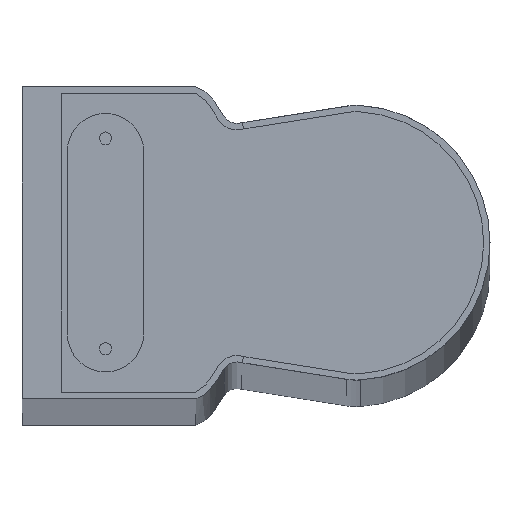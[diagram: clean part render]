
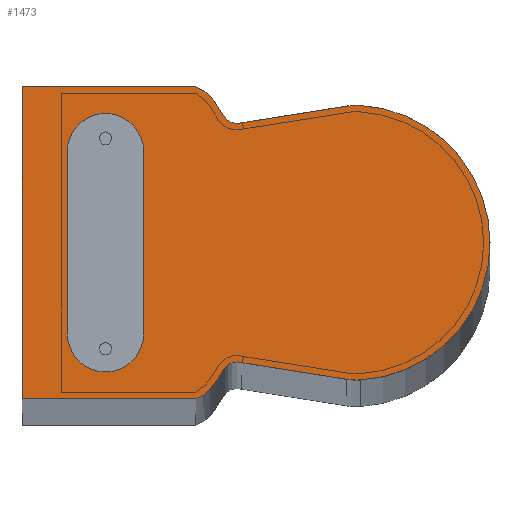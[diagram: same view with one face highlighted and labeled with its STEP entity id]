
A CAD part, top view. The second image highlights one B-rep face of the part: STEP entity #1473.
In plain terms, the highlighted face is planar.
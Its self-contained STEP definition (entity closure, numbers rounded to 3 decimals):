
#101 = DIRECTION ( 'NONE',  ( 0., -1., 0. ) ) ;
#102 = CARTESIAN_POINT ( 'NONE',  ( -12., 586.5, 0. ) ) ;
#133 = EDGE_CURVE ( 'NONE', #1162, #1340, #1462, .T. ) ;
#173 = ORIENTED_EDGE ( 'NONE', *, *, #1601, .T. ) ;
#181 = VECTOR ( 'NONE', #354, 1000. ) ;
#205 = ORIENTED_EDGE ( 'NONE', *, *, #271, .T. ) ;
#208 = ORIENTED_EDGE ( 'NONE', *, *, #133, .T. ) ;
#215 = VECTOR ( 'NONE', #222, 1000. ) ;
#219 = CARTESIAN_POINT ( 'NONE',  ( 7.01, 586.5, -9.355 ) ) ;
#222 = DIRECTION ( 'NONE',  ( 0.156, 0., -0.988 ) ) ;
#239 = ORIENTED_EDGE ( 'NONE', *, *, #1238, .F. ) ;
#261 = EDGE_CURVE ( 'NONE', #1172, #1640, #1170, .T. ) ;
#271 = EDGE_CURVE ( 'NONE', #1800, #733, #1550, .T. ) ;
#354 = DIRECTION ( 'NONE',  ( 0.156, 0., 0.988 ) ) ;
#366 = CARTESIAN_POINT ( 'NONE',  ( -5.566, 586.5, -25.755 ) ) ;
#402 = ORIENTED_EDGE ( 'NONE', *, *, #805, .F. ) ;
#441 = CARTESIAN_POINT ( 'NONE',  ( -12., 586.5, -13.364 ) ) ;
#444 = PLANE ( 'NONE',  #627 ) ;
#459 = EDGE_CURVE ( 'NONE', #1893, #1162, #916, .T. ) ;
#477 = CARTESIAN_POINT ( 'NONE',  ( 7.01, 586.5, -9.355 ) ) ;
#491 = LINE ( 'NONE', #513, #215 ) ;
#507 = VERTEX_POINT ( 'NONE', #1184 ) ;
#513 = CARTESIAN_POINT ( 'NONE',  ( 10.505, 586.5, -24.975 ) ) ;
#514 = DIRECTION ( 'NONE',  ( 0., 1., 0. ) ) ;
#518 = DIRECTION ( 'NONE',  ( 0., 1., 0. ) ) ;
#529 = DIRECTION ( 'NONE',  ( -1., 0., 0. ) ) ;
#534 = CARTESIAN_POINT ( 'NONE',  ( 9.693, 586.5, -15.548 ) ) ;
#564 = CIRCLE ( 'NONE', #1012, 5. ) ;
#577 = CARTESIAN_POINT ( 'NONE',  ( 10.391, 586.5, -16.546 ) ) ;
#594 = DIRECTION ( 'NONE',  ( 1., 0., 0. ) ) ;
#606 = CARTESIAN_POINT ( 'NONE',  ( 7.01, 586.5, -3.488 ) ) ;
#627 = AXIS2_PLACEMENT_3D ( 'NONE', #926, #1564, #914 ) ;
#628 = CIRCLE ( 'NONE', #1921, 1.218 ) ;
#646 = DIRECTION ( 'NONE',  ( 0., -1., 0. ) ) ;
#651 = ORIENTED_EDGE ( 'NONE', *, *, #1497, .F. ) ;
#708 = DIRECTION ( 'NONE',  ( -1., 0., 0. ) ) ;
#709 = DIRECTION ( 'NONE',  ( 0., 0., 1. ) ) ;
#733 = VERTEX_POINT ( 'NONE', #1560 ) ;
#736 = CARTESIAN_POINT ( 'NONE',  ( 12., 586.5, 0. ) ) ;
#779 = ORIENTED_EDGE ( 'NONE', *, *, #261, .T. ) ;
#780 = ORIENTED_EDGE ( 'NONE', *, *, #817, .T. ) ;
#799 = LINE ( 'NONE', #982, #181 ) ;
#805 = EDGE_CURVE ( 'NONE', #1000, #1083, #1946, .T. ) ;
#817 = EDGE_CURVE ( 'NONE', #1340, #1148, #491, .T. ) ;
#831 = CARTESIAN_POINT ( 'NONE',  ( 12., 586.5, -13.364 ) ) ;
#836 = AXIS2_PLACEMENT_3D ( 'NONE', #1042, #1786, #1633 ) ;
#866 = ORIENTED_EDGE ( 'NONE', *, *, #1196, .T. ) ;
#886 = CARTESIAN_POINT ( 'NONE',  ( -11.805, 586.5, -14.405 ) ) ;
#914 = DIRECTION ( 'NONE',  ( 1., 0., 0. ) ) ;
#916 = B_SPLINE_CURVE_WITH_KNOTS ( 'NONE', 2,
 ( #831, #1913, #534 ),
 .UNSPECIFIED., .F., .F.,
 ( 3, 3 ),
 ( 0.5, 0.501 ),
 .UNSPECIFIED. ) ;
#926 = CARTESIAN_POINT ( 'NONE',  ( 0., 586.5, 0. ) ) ;
#930 = CARTESIAN_POINT ( 'NONE',  ( 12., 586.5, 0. ) ) ;
#961 = CARTESIAN_POINT ( 'NONE',  ( -10.391, 586.5, -16.546 ) ) ;
#962 = EDGE_LOOP ( 'NONE', ( #1735, #1951, #208, #780, #173, #1939, #1101, #1116, #1123, #205, #866, #779 ) ) ;
#982 = CARTESIAN_POINT ( 'NONE',  ( -10.505, 586.5, -24.975 ) ) ;
#1000 = VERTEX_POINT ( 'NONE', #1079 ) ;
#1002 = CARTESIAN_POINT ( 'NONE',  ( -12., 586.5, 0. ) ) ;
#1012 = AXIS2_PLACEMENT_3D ( 'NONE', #366, #518, #1428 ) ;
#1018 = VERTEX_POINT ( 'NONE', #1106 ) ;
#1031 = CARTESIAN_POINT ( 'NONE',  ( -10.505, 586.5, -24.975 ) ) ;
#1040 = AXIS2_PLACEMENT_3D ( 'NONE', #577, #101, #708 ) ;
#1042 = CARTESIAN_POINT ( 'NONE',  ( -7.01, 586.5, -6.421 ) ) ;
#1067 = CARTESIAN_POINT ( 'NONE',  ( 9.233, 586.5, -16.921 ) ) ;
#1070 = LINE ( 'NONE', #477, #1683 ) ;
#1074 = AXIS2_PLACEMENT_3D ( 'NONE', #1747, #1864, #1892 ) ;
#1075 = EDGE_CURVE ( 'NONE', #1180, #1787, #799, .T. ) ;
#1077 = AXIS2_PLACEMENT_3D ( 'NONE', #1894, #514, #1128 ) ;
#1079 = CARTESIAN_POINT ( 'NONE',  ( 7.01, 586.5, -3.488 ) ) ;
#1080 = FACE_BOUND ( 'NONE', #1545, .T. ) ;
#1083 = VERTEX_POINT ( 'NONE', #219 ) ;
#1085 = DIRECTION ( 'NONE',  ( -1., 0., 0. ) ) ;
#1092 = CARTESIAN_POINT ( 'NONE',  ( 12., 586.5, -13.364 ) ) ;
#1101 = ORIENTED_EDGE ( 'NONE', *, *, #1135, .T. ) ;
#1105 = EDGE_CURVE ( 'NONE', #507, #1018, #1334, .T. ) ;
#1106 = CARTESIAN_POINT ( 'NONE',  ( -10.557, 586.5, -26.051 ) ) ;
#1116 = ORIENTED_EDGE ( 'NONE', *, *, #1075, .T. ) ;
#1123 = ORIENTED_EDGE ( 'NONE', *, *, #1938, .T. ) ;
#1124 = DIRECTION ( 'NONE',  ( -1., 0., 0. ) ) ;
#1128 = DIRECTION ( 'NONE',  ( -1., 0., 0. ) ) ;
#1135 = EDGE_CURVE ( 'NONE', #1018, #1180, #564, .T. ) ;
#1145 = CARTESIAN_POINT ( 'NONE',  ( 9.693, 586.5, -15.548 ) ) ;
#1148 = VERTEX_POINT ( 'NONE', #1764 ) ;
#1162 = VERTEX_POINT ( 'NONE', #1145 ) ;
#1170 = LINE ( 'NONE', #736, #1711 ) ;
#1172 = VERTEX_POINT ( 'NONE', #1002 ) ;
#1180 = VERTEX_POINT ( 'NONE', #1031 ) ;
#1181 = CARTESIAN_POINT ( 'NONE',  ( -7.01, 586.5, -9.355 ) ) ;
#1184 = CARTESIAN_POINT ( 'NONE',  ( 10.557, 586.5, -26.051 ) ) ;
#1196 = EDGE_CURVE ( 'NONE', #733, #1172, #1484, .T. ) ;
#1207 = EDGE_CURVE ( 'NONE', #1286, #1694, #1304, .T. ) ;
#1208 = CARTESIAN_POINT ( 'NONE',  ( -9.693, 586.5, -15.548 ) ) ;
#1227 = DIRECTION ( 'NONE',  ( 0., 0., -1. ) ) ;
#1238 = EDGE_CURVE ( 'NONE', #1694, #1000, #1792, .T. ) ;
#1262 = CARTESIAN_POINT ( 'NONE',  ( -7.01, 586.5, -3.488 ) ) ;
#1281 = CARTESIAN_POINT ( 'NONE',  ( 0., 586.5, -25.424 ) ) ;
#1286 = VERTEX_POINT ( 'NONE', #1181 ) ;
#1288 = DIRECTION ( 'NONE',  ( 0., 1., 0. ) ) ;
#1304 = CIRCLE ( 'NONE', #836, 2.933 ) ;
#1334 = CIRCLE ( 'NONE', #1433, 10.576 ) ;
#1340 = VERTEX_POINT ( 'NONE', #1067 ) ;
#1357 = LINE ( 'NONE', #1970, #1877 ) ;
#1366 = CIRCLE ( 'NONE', #1077, 5. ) ;
#1391 = EDGE_CURVE ( 'NONE', #1640, #1893, #1357, .T. ) ;
#1428 = DIRECTION ( 'NONE',  ( -1., 0., 0. ) ) ;
#1433 = AXIS2_PLACEMENT_3D ( 'NONE', #1281, #1288, #1124 ) ;
#1462 = CIRCLE ( 'NONE', #1040, 1.218 ) ;
#1465 = VECTOR ( 'NONE', #1740, 1000. ) ;
#1473 = ADVANCED_FACE ( 'NONE', ( #1080, #1824 ), #444, .F. ) ;
#1484 = LINE ( 'NONE', #102, #1948 ) ;
#1497 = EDGE_CURVE ( 'NONE', #1083, #1286, #1070, .T. ) ;
#1545 = EDGE_LOOP ( 'NONE', ( #651, #402, #239, #1684 ) ) ;
#1550 = B_SPLINE_CURVE_WITH_KNOTS ( 'NONE', 2,
 ( #1208, #886, #441 ),
 .UNSPECIFIED., .F., .F.,
 ( 3, 3 ),
 ( 0.499, 0.5 ),
 .UNSPECIFIED. ) ;
#1560 = CARTESIAN_POINT ( 'NONE',  ( -12., 586.5, -13.364 ) ) ;
#1564 = DIRECTION ( 'NONE',  ( 0., -1., 0. ) ) ;
#1601 = EDGE_CURVE ( 'NONE', #1148, #507, #1366, .T. ) ;
#1633 = DIRECTION ( 'NONE',  ( -1., 0., 0. ) ) ;
#1640 = VERTEX_POINT ( 'NONE', #930 ) ;
#1665 = CARTESIAN_POINT ( 'NONE',  ( -9.693, 586.5, -15.548 ) ) ;
#1683 = VECTOR ( 'NONE', #1085, 1000. ) ;
#1684 = ORIENTED_EDGE ( 'NONE', *, *, #1207, .F. ) ;
#1694 = VERTEX_POINT ( 'NONE', #1262 ) ;
#1711 = VECTOR ( 'NONE', #594, 1000. ) ;
#1735 = ORIENTED_EDGE ( 'NONE', *, *, #1391, .T. ) ;
#1740 = DIRECTION ( 'NONE',  ( 1., 0., 0. ) ) ;
#1747 = CARTESIAN_POINT ( 'NONE',  ( 7.01, 586.5, -6.421 ) ) ;
#1764 = CARTESIAN_POINT ( 'NONE',  ( 10.505, 586.5, -24.975 ) ) ;
#1786 = DIRECTION ( 'NONE',  ( 0., 1., 0. ) ) ;
#1787 = VERTEX_POINT ( 'NONE', #1832 ) ;
#1792 = LINE ( 'NONE', #606, #1465 ) ;
#1800 = VERTEX_POINT ( 'NONE', #1665 ) ;
#1824 = FACE_OUTER_BOUND ( 'NONE', #962, .T. ) ;
#1832 = CARTESIAN_POINT ( 'NONE',  ( -9.233, 586.5, -16.921 ) ) ;
#1864 = DIRECTION ( 'NONE',  ( 0., 1., 0. ) ) ;
#1877 = VECTOR ( 'NONE', #1227, 1000. ) ;
#1892 = DIRECTION ( 'NONE',  ( -1., 0., 0. ) ) ;
#1893 = VERTEX_POINT ( 'NONE', #1092 ) ;
#1894 = CARTESIAN_POINT ( 'NONE',  ( 5.566, 586.5, -25.755 ) ) ;
#1913 = CARTESIAN_POINT ( 'NONE',  ( 11.805, 586.5, -14.405 ) ) ;
#1921 = AXIS2_PLACEMENT_3D ( 'NONE', #961, #646, #529 ) ;
#1938 = EDGE_CURVE ( 'NONE', #1787, #1800, #628, .T. ) ;
#1939 = ORIENTED_EDGE ( 'NONE', *, *, #1105, .T. ) ;
#1946 = CIRCLE ( 'NONE', #1074, 2.933 ) ;
#1948 = VECTOR ( 'NONE', #709, 1000. ) ;
#1951 = ORIENTED_EDGE ( 'NONE', *, *, #459, .T. ) ;
#1970 = CARTESIAN_POINT ( 'NONE',  ( 12., 586.5, -3. ) ) ;
